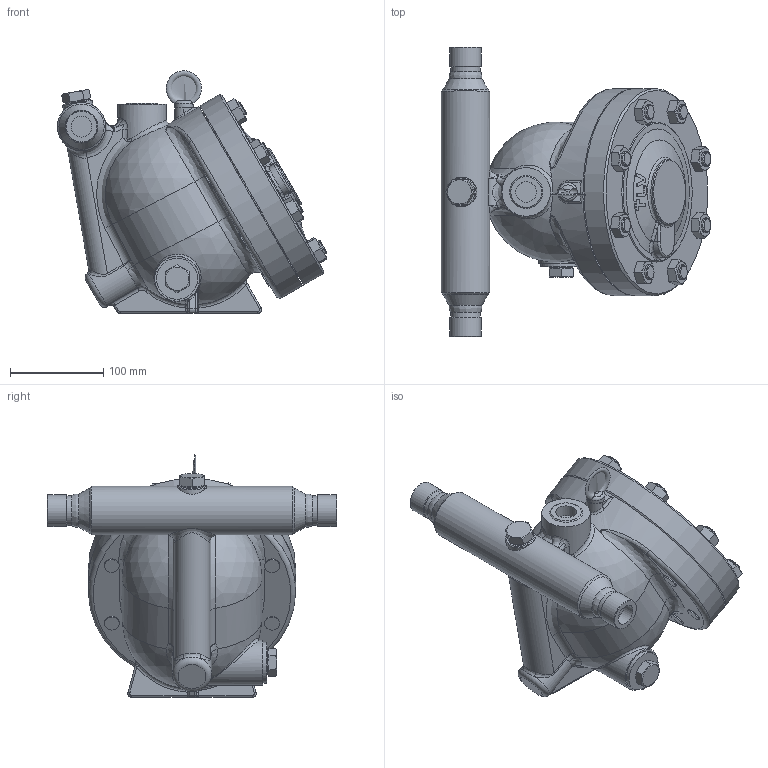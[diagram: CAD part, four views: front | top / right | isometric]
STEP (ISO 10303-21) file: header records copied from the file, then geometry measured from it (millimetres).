
FILE_DESCRIPTION((''),'2;1');
FILE_NAME('gas2n-015-sw000-00.stp','2010-10-29T11:13:07',('nakaot'),(''),'Autodesk Inventor 2008','Autodesk Inventor 2008','');
FILE_SCHEMA(('AUTOMOTIVE_DESIGN { 1 0 10303 214 1 1 1 1 }'));
Length unit declared in the file: millimetre
Products named in the file (1): gas2n-015-sw000-00
Bounding box: 288.74 x 310 x 259.96 mm (x, y, z)
Volume: 5654016.4 mm3; surface area: 313883.6 mm2
Topology: 1 solids, 2 shells, 466 faces, 1068 edges, 643 vertices
Faces by surface type: plane 157, bspline 112, cylinder 95, cone 81, torus 13, sphere 8
Full cylindrical faces by diameter (mm): 16 x22, 18 x1, 20 x1, 21 x1, 22.2 x1, 26 x1, 32 x1, 34 x1, 44 x1, 48 x1, 52 x2, 165 x1, 222 x2
Entity records: 22603 total; most frequent: CARTESIAN_POINT 13341, ORIENTED_EDGE 1916, DIRECTION 1805, EDGE_CURVE 958, AXIS2_PLACEMENT_3D 788, VERTEX_POINT 620, EDGE_LOOP 606, FACE_OUTER_BOUND 465
